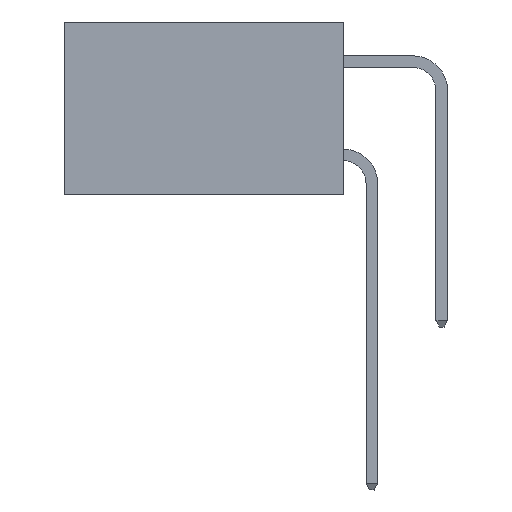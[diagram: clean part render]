
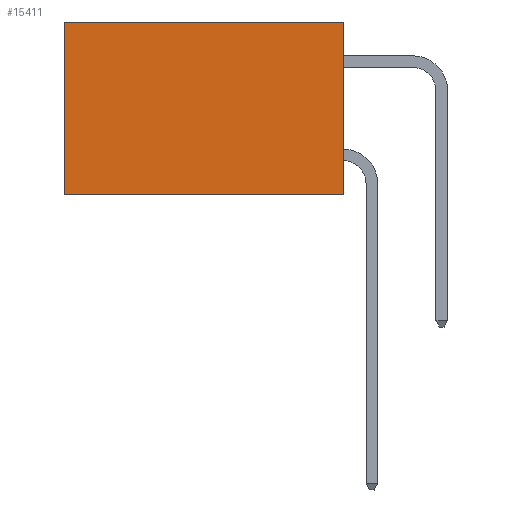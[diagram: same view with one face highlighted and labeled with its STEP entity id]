
A CAD part, left-side view. The second image highlights one B-rep face of the part: STEP entity #15411.
In plain terms, the highlighted planar face has unit normal (-1, 0, 0).
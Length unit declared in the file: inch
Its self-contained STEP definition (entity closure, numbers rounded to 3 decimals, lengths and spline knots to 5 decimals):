
#1097 = LINE ( 'NONE', #16435, #15430 ) ;
#2464 = EDGE_CURVE ( 'NONE', #11448, #14177, #15125, .T. ) ;
#2826 = VERTEX_POINT ( 'NONE', #5127 ) ;
#3736 = PLANE ( 'NONE',  #15290 ) ;
#3796 = CARTESIAN_POINT ( 'NONE',  ( 0.298, 0., 0. ) ) ;
#3906 = CARTESIAN_POINT ( 'NONE',  ( 0.298, 0.6, 0. ) ) ;
#5127 = CARTESIAN_POINT ( 'NONE',  ( 0.298, 0., -0.37 ) ) ;
#5835 = DIRECTION ( 'NONE',  ( 0., 1., 0. ) ) ;
#6317 = VERTEX_POINT ( 'NONE', #14009 ) ;
#6774 = LINE ( 'NONE', #12740, #14143 ) ;
#6971 = EDGE_CURVE ( 'NONE', #11448, #2826, #1097, .T. ) ;
#7529 = EDGE_CURVE ( 'NONE', #2826, #6317, #6774, .T. ) ;
#7888 = CARTESIAN_POINT ( 'NONE',  ( 0.298, 0., 0. ) ) ;
#7907 = ORIENTED_EDGE ( 'NONE', *, *, #6971, .F. ) ;
#7948 = DIRECTION ( 'NONE',  ( 0., 0., -1. ) ) ;
#8572 = EDGE_LOOP ( 'NONE', ( #14165, #12570, #7907, #14202 ) ) ;
#9549 = FACE_OUTER_BOUND ( 'NONE', #8572, .T. ) ;
#10086 = EDGE_CURVE ( 'NONE', #14177, #6317, #11513, .T. ) ;
#11448 = VERTEX_POINT ( 'NONE', #3796 ) ;
#11513 = LINE ( 'NONE', #14176, #14720 ) ;
#12570 = ORIENTED_EDGE ( 'NONE', *, *, #7529, .F. ) ;
#12740 = CARTESIAN_POINT ( 'NONE',  ( 0.298, 0., -0.37 ) ) ;
#13578 = DIRECTION ( 'NONE',  ( 0., 1., 0. ) ) ;
#14009 = CARTESIAN_POINT ( 'NONE',  ( 0.298, 0.6, -0.37 ) ) ;
#14143 = VECTOR ( 'NONE', #5835, 39.37008 ) ;
#14165 = ORIENTED_EDGE ( 'NONE', *, *, #10086, .T. ) ;
#14176 = CARTESIAN_POINT ( 'NONE',  ( 0.298, 0.6, 0. ) ) ;
#14177 = VERTEX_POINT ( 'NONE', #3906 ) ;
#14202 = ORIENTED_EDGE ( 'NONE', *, *, #2464, .T. ) ;
#14720 = VECTOR ( 'NONE', #15524, 39.37008 ) ;
#15125 = LINE ( 'NONE', #16042, #17449 ) ;
#15290 = AXIS2_PLACEMENT_3D ( 'NONE', #7888, #16193, #7948 ) ;
#15411 = ADVANCED_FACE ( 'NONE', ( #9549 ), #3736, .F. ) ;
#15430 = VECTOR ( 'NONE', #16497, 39.37008 ) ;
#15524 = DIRECTION ( 'NONE',  ( 0., 0., -1. ) ) ;
#16042 = CARTESIAN_POINT ( 'NONE',  ( 0.298, 0., 0. ) ) ;
#16193 = DIRECTION ( 'NONE',  ( 1., 0., 0. ) ) ;
#16435 = CARTESIAN_POINT ( 'NONE',  ( 0.298, 0., 0. ) ) ;
#16497 = DIRECTION ( 'NONE',  ( 0., 0., -1. ) ) ;
#17449 = VECTOR ( 'NONE', #13578, 39.37008 ) ;
